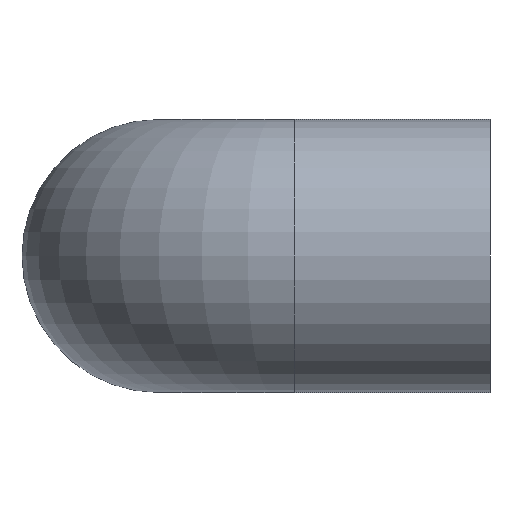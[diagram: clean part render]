
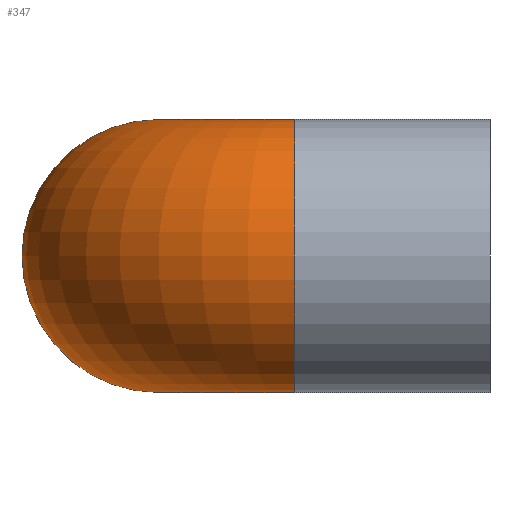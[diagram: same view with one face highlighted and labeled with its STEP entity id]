
A CAD part, left-side view. The second image highlights one B-rep face of the part: STEP entity #347.
In plain terms, the highlighted toroidal (fillet/blend) face has major radius 140 mm and minor radius 140 mm.
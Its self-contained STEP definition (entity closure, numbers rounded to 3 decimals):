
#5 = EDGE_LOOP ( 'NONE', ( #245, #142, #59, #322, #37, #24 ) ) ;
#12 = CARTESIAN_POINT ( 'NONE',  ( 140., 200., 0. ) ) ;
#13 = CARTESIAN_POINT ( 'NONE',  ( 140., 340., -140. ) ) ;
#14 = AXIS2_PLACEMENT_3D ( 'NONE', #472, #126, #275 ) ;
#24 = ORIENTED_EDGE ( 'NONE', *, *, #397, .F. ) ;
#29 = VERTEX_POINT ( 'NONE', #255 ) ;
#37 = ORIENTED_EDGE ( 'NONE', *, *, #443, .F. ) ;
#41 = TOROIDAL_SURFACE ( 'NONE', #308, 140., 140. ) ;
#44 = DIRECTION ( 'NONE',  ( -1., 0., 0. ) ) ;
#51 = DIRECTION ( 'NONE',  ( 0., 1., 0. ) ) ;
#59 = ORIENTED_EDGE ( 'NONE', *, *, #403, .T. ) ;
#87 = DIRECTION ( 'NONE',  ( 1., 0., 0. ) ) ;
#92 = DIRECTION ( 'NONE',  ( 0., 0., 1. ) ) ;
#113 = DIRECTION ( 'NONE',  ( 0., 0., 1. ) ) ;
#114 = AXIS2_PLACEMENT_3D ( 'NONE', #428, #87, #223 ) ;
#115 = CARTESIAN_POINT ( 'NONE',  ( 0., 200., 0. ) ) ;
#126 = DIRECTION ( 'NONE',  ( 1., 0., 0. ) ) ;
#127 = CIRCLE ( 'NONE', #413, 140. ) ;
#142 = ORIENTED_EDGE ( 'NONE', *, *, #232, .T. ) ;
#175 = AXIS2_PLACEMENT_3D ( 'NONE', #387, #51, #192 ) ;
#180 = CARTESIAN_POINT ( 'NONE',  ( 0., 200., 140. ) ) ;
#192 = DIRECTION ( 'NONE',  ( 0., 0., 1. ) ) ;
#211 = VERTEX_POINT ( 'NONE', #338 ) ;
#214 = VERTEX_POINT ( 'NONE', #12 ) ;
#217 = CARTESIAN_POINT ( 'NONE',  ( 140., 200., 0. ) ) ;
#223 = DIRECTION ( 'NONE',  ( 0., 0., 1. ) ) ;
#230 = CIRCLE ( 'NONE', #302, 140. ) ;
#232 = EDGE_CURVE ( 'NONE', #214, #29, #127, .T. ) ;
#245 = ORIENTED_EDGE ( 'NONE', *, *, #419, .F. ) ;
#255 = CARTESIAN_POINT ( 'NONE',  ( 0., 200., -140. ) ) ;
#256 = FACE_OUTER_BOUND ( 'NONE', #5, .T. ) ;
#261 = DIRECTION ( 'NONE',  ( 0., 1., 0. ) ) ;
#267 = CARTESIAN_POINT ( 'NONE',  ( 140., 340., 0. ) ) ;
#275 = DIRECTION ( 'NONE',  ( 0., 0., 1. ) ) ;
#298 = CARTESIAN_POINT ( 'NONE',  ( 0., 200., 0. ) ) ;
#302 = AXIS2_PLACEMENT_3D ( 'NONE', #267, #430, #92 ) ;
#308 = AXIS2_PLACEMENT_3D ( 'NONE', #217, #380, #44 ) ;
#322 = ORIENTED_EDGE ( 'NONE', *, *, #353, .T. ) ;
#324 = CIRCLE ( 'NONE', #114, 140. ) ;
#329 = VERTEX_POINT ( 'NONE', #180 ) ;
#338 = CARTESIAN_POINT ( 'NONE',  ( 140., 340., 140. ) ) ;
#347 = ADVANCED_FACE ( 'NONE', ( #256 ), #41, .T. ) ;
#353 = EDGE_CURVE ( 'NONE', #329, #214, #378, .T. ) ;
#368 = VERTEX_POINT ( 'NONE', #13 ) ;
#378 = CIRCLE ( 'NONE', #448, 140. ) ;
#380 = DIRECTION ( 'NONE',  ( 0., 0., -1. ) ) ;
#387 = CARTESIAN_POINT ( 'NONE',  ( 0., 200., 0. ) ) ;
#394 = CIRCLE ( 'NONE', #175, 140. ) ;
#397 = EDGE_CURVE ( 'NONE', #368, #211, #324, .T. ) ;
#403 = EDGE_CURVE ( 'NONE', #29, #329, #394, .T. ) ;
#413 = AXIS2_PLACEMENT_3D ( 'NONE', #115, #261, #424 ) ;
#419 = EDGE_CURVE ( 'NONE', #214, #368, #230, .T. ) ;
#424 = DIRECTION ( 'NONE',  ( 0., 0., 1. ) ) ;
#428 = CARTESIAN_POINT ( 'NONE',  ( 140., 340., 0. ) ) ;
#430 = DIRECTION ( 'NONE',  ( 1., 0., 0. ) ) ;
#437 = CIRCLE ( 'NONE', #14, 140. ) ;
#443 = EDGE_CURVE ( 'NONE', #211, #214, #437, .T. ) ;
#448 = AXIS2_PLACEMENT_3D ( 'NONE', #298, #459, #113 ) ;
#459 = DIRECTION ( 'NONE',  ( 0., 1., 0. ) ) ;
#472 = CARTESIAN_POINT ( 'NONE',  ( 140., 340., 0. ) ) ;
